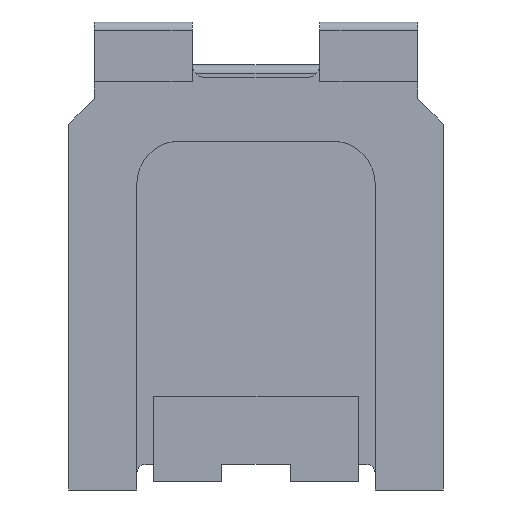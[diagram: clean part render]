
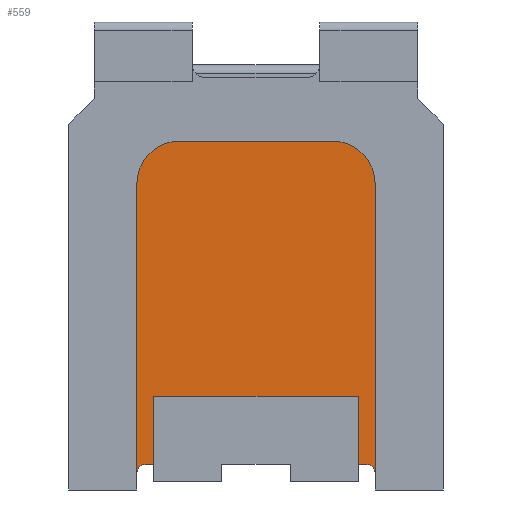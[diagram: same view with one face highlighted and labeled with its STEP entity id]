
A CAD part, front view. The second image highlights one B-rep face of the part: STEP entity #559.
In plain terms, the highlighted planar face has unit normal (0, -1, 0).
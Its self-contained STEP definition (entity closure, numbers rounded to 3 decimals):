
#78 = ORIENTED_EDGE ( 'NONE', *, *, #2984, .T. ) ;
#89 = CARTESIAN_POINT ( 'NONE',  ( -0.45, 0.2, -1.3 ) ) ;
#166 = VERTEX_POINT ( 'NONE', #2001 ) ;
#195 = LINE ( 'NONE', #4066, #1857 ) ;
#273 = ORIENTED_EDGE ( 'NONE', *, *, #528, .T. ) ;
#281 = CARTESIAN_POINT ( 'NONE',  ( 0.3, 0.2, -1.25 ) ) ;
#282 = CARTESIAN_POINT ( 'NONE',  ( -0.25, 0.2, -1.15 ) ) ;
#289 = CARTESIAN_POINT ( 'NONE',  ( -0.35, 0.2, -1.25 ) ) ;
#395 = DIRECTION ( 'NONE',  ( 0., 0., -1. ) ) ;
#411 = CIRCLE ( 'NONE', #475, 0.05 ) ;
#475 = AXIS2_PLACEMENT_3D ( 'NONE', #3965, #1679, #1636 ) ;
#528 = EDGE_CURVE ( 'NONE', #1343, #2429, #3788, .T. ) ;
#559 = ADVANCED_FACE ( 'NONE', ( #1620 ), #4287, .T. ) ;
#571 = CARTESIAN_POINT ( 'NONE',  ( 0.25, 0.2, -1.2 ) ) ;
#600 = CIRCLE ( 'NONE', #3204, 0.05 ) ;
#616 = DIRECTION ( 'NONE',  ( 0., 0., -1. ) ) ;
#635 = VERTEX_POINT ( 'NONE', #2003 ) ;
#657 = EDGE_CURVE ( 'NONE', #701, #3656, #4138, .T. ) ;
#696 = CARTESIAN_POINT ( 'NONE',  ( 0.7, 0.2, -1.35 ) ) ;
#701 = VERTEX_POINT ( 'NONE', #804 ) ;
#707 = VECTOR ( 'NONE', #868, 1000. ) ;
#747 = ORIENTED_EDGE ( 'NONE', *, *, #2548, .F. ) ;
#804 = CARTESIAN_POINT ( 'NONE',  ( -0.7, 0.2, 0.35 ) ) ;
#820 = CARTESIAN_POINT ( 'NONE',  ( -0.45, 0.2, 0.6 ) ) ;
#847 = VERTEX_POINT ( 'NONE', #282 ) ;
#868 = DIRECTION ( 'NONE',  ( 0., 0., 1. ) ) ;
#882 = CARTESIAN_POINT ( 'NONE',  ( 0.3, 0.2, 0.35 ) ) ;
#883 = DIRECTION ( 'NONE',  ( 0., 1., 0. ) ) ;
#920 = EDGE_CURVE ( 'NONE', #166, #4200, #2283, .T. ) ;
#942 = CARTESIAN_POINT ( 'NONE',  ( -0.7, 0.2, 0.35 ) ) ;
#961 = VECTOR ( 'NONE', #2437, 1000. ) ;
#977 = VERTEX_POINT ( 'NONE', #3397 ) ;
#1048 = VERTEX_POINT ( 'NONE', #2099 ) ;
#1051 = EDGE_CURVE ( 'NONE', #4200, #1048, #3587, .T. ) ;
#1098 = DIRECTION ( 'NONE',  ( -1., 0., 0. ) ) ;
#1115 = AXIS2_PLACEMENT_3D ( 'NONE', #3638, #3958, #3987 ) ;
#1118 = VERTEX_POINT ( 'NONE', #2433 ) ;
#1119 = ORIENTED_EDGE ( 'NONE', *, *, #920, .T. ) ;
#1121 = DIRECTION ( 'NONE',  ( 0., 0., -1. ) ) ;
#1139 = CIRCLE ( 'NONE', #2830, 0.05 ) ;
#1185 = VECTOR ( 'NONE', #3157, 1000. ) ;
#1197 = AXIS2_PLACEMENT_3D ( 'NONE', #2993, #1646, #3305 ) ;
#1263 = DIRECTION ( 'NONE',  ( 0., -1., 0. ) ) ;
#1300 = LINE ( 'NONE', #820, #1185 ) ;
#1307 = CARTESIAN_POINT ( 'NONE',  ( 0.45, 0.2, 0.35 ) ) ;
#1318 = DIRECTION ( 'NONE',  ( 0., 1., 0. ) ) ;
#1327 = EDGE_CURVE ( 'NONE', #2798, #1118, #1139, .T. ) ;
#1343 = VERTEX_POINT ( 'NONE', #2686 ) ;
#1361 = ORIENTED_EDGE ( 'NONE', *, *, #1551, .F. ) ;
#1458 = EDGE_CURVE ( 'NONE', #166, #1118, #4227, .T. ) ;
#1478 = ORIENTED_EDGE ( 'NONE', *, *, #1637, .T. ) ;
#1483 = CARTESIAN_POINT ( 'NONE',  ( -0.3, 0.2, -1.2 ) ) ;
#1527 = CARTESIAN_POINT ( 'NONE',  ( -0.65, 0.2, -1.3 ) ) ;
#1551 = EDGE_CURVE ( 'NONE', #2033, #2429, #195, .T. ) ;
#1594 = LINE ( 'NONE', #882, #707 ) ;
#1620 = FACE_OUTER_BOUND ( 'NONE', #3805, .T. ) ;
#1636 = DIRECTION ( 'NONE',  ( 0., 0., -1. ) ) ;
#1637 = EDGE_CURVE ( 'NONE', #3303, #635, #3518, .T. ) ;
#1646 = DIRECTION ( 'NONE',  ( 0., -1., 0. ) ) ;
#1655 = ORIENTED_EDGE ( 'NONE', *, *, #3918, .F. ) ;
#1679 = DIRECTION ( 'NONE',  ( 0., 1., 0. ) ) ;
#1708 = ORIENTED_EDGE ( 'NONE', *, *, #1327, .T. ) ;
#1712 = EDGE_CURVE ( 'NONE', #2033, #847, #411, .T. ) ;
#1769 = CARTESIAN_POINT ( 'NONE',  ( -0.45, 0.2, -1.15 ) ) ;
#1830 = DIRECTION ( 'NONE',  ( 0., 0., 1. ) ) ;
#1840 = ORIENTED_EDGE ( 'NONE', *, *, #1712, .T. ) ;
#1852 = LINE ( 'NONE', #2799, #3114 ) ;
#1857 = VECTOR ( 'NONE', #1121, 1000. ) ;
#1896 = DIRECTION ( 'NONE',  ( 0., -1., 0. ) ) ;
#1964 = EDGE_CURVE ( 'NONE', #1343, #2128, #1852, .T. ) ;
#1994 = AXIS2_PLACEMENT_3D ( 'NONE', #3699, #3744, #395 ) ;
#2001 = CARTESIAN_POINT ( 'NONE',  ( 0.65, 0.2, -1.3 ) ) ;
#2003 = CARTESIAN_POINT ( 'NONE',  ( 0.3, 0.2, -1.2 ) ) ;
#2028 = ORIENTED_EDGE ( 'NONE', *, *, #657, .T. ) ;
#2033 = VERTEX_POINT ( 'NONE', #1483 ) ;
#2095 = VECTOR ( 'NONE', #3633, 1000. ) ;
#2099 = CARTESIAN_POINT ( 'NONE',  ( 0.7, 0.2, 0.35 ) ) ;
#2128 = VERTEX_POINT ( 'NONE', #1527 ) ;
#2162 = VECTOR ( 'NONE', #2392, 1000. ) ;
#2177 = EDGE_CURVE ( 'NONE', #1048, #2643, #2759, .T. ) ;
#2200 = ORIENTED_EDGE ( 'NONE', *, *, #1964, .F. ) ;
#2242 = EDGE_CURVE ( 'NONE', #3656, #2128, #600, .T. ) ;
#2283 = CIRCLE ( 'NONE', #1115, 0.05 ) ;
#2286 = CARTESIAN_POINT ( 'NONE',  ( 0.25, 0.2, -1.15 ) ) ;
#2359 = CARTESIAN_POINT ( 'NONE',  ( -0.65, 0.2, -1.35 ) ) ;
#2392 = DIRECTION ( 'NONE',  ( -1., 0., 0. ) ) ;
#2429 = VERTEX_POINT ( 'NONE', #3044 ) ;
#2432 = CIRCLE ( 'NONE', #1994, 0.25 ) ;
#2433 = CARTESIAN_POINT ( 'NONE',  ( 0.35, 0.2, -1.3 ) ) ;
#2437 = DIRECTION ( 'NONE',  ( -1., 0., 0. ) ) ;
#2489 = CARTESIAN_POINT ( 'NONE',  ( -0.7, 0.2, -1.35 ) ) ;
#2546 = ORIENTED_EDGE ( 'NONE', *, *, #3747, .T. ) ;
#2548 = EDGE_CURVE ( 'NONE', #3303, #847, #3704, .T. ) ;
#2618 = VECTOR ( 'NONE', #1830, 1000. ) ;
#2643 = VERTEX_POINT ( 'NONE', #2792 ) ;
#2672 = DIRECTION ( 'NONE',  ( 0., 0., -1. ) ) ;
#2686 = CARTESIAN_POINT ( 'NONE',  ( -0.35, 0.2, -1.3 ) ) ;
#2759 = CIRCLE ( 'NONE', #2953, 0.25 ) ;
#2792 = CARTESIAN_POINT ( 'NONE',  ( 0.45, 0.2, 0.6 ) ) ;
#2798 = VERTEX_POINT ( 'NONE', #281 ) ;
#2799 = CARTESIAN_POINT ( 'NONE',  ( -0.45, 0.2, -1.3 ) ) ;
#2830 = AXIS2_PLACEMENT_3D ( 'NONE', #4283, #3665, #2672 ) ;
#2932 = DIRECTION ( 'NONE',  ( 0., 0., 1. ) ) ;
#2953 = AXIS2_PLACEMENT_3D ( 'NONE', #1307, #1263, #2932 ) ;
#2984 = EDGE_CURVE ( 'NONE', #977, #701, #2432, .T. ) ;
#2993 = CARTESIAN_POINT ( 'NONE',  ( -0.45, 0.2, 0.35 ) ) ;
#3044 = CARTESIAN_POINT ( 'NONE',  ( -0.3, 0.2, -1.25 ) ) ;
#3087 = ORIENTED_EDGE ( 'NONE', *, *, #2242, .T. ) ;
#3114 = VECTOR ( 'NONE', #1098, 1000. ) ;
#3157 = DIRECTION ( 'NONE',  ( -1., 0., 0. ) ) ;
#3204 = AXIS2_PLACEMENT_3D ( 'NONE', #2359, #1318, #3631 ) ;
#3206 = ORIENTED_EDGE ( 'NONE', *, *, #2177, .T. ) ;
#3263 = DIRECTION ( 'NONE',  ( 0., 0., -1. ) ) ;
#3303 = VERTEX_POINT ( 'NONE', #2286 ) ;
#3305 = DIRECTION ( 'NONE',  ( 0., 0., -1. ) ) ;
#3397 = CARTESIAN_POINT ( 'NONE',  ( -0.45, 0.2, 0.6 ) ) ;
#3518 = CIRCLE ( 'NONE', #3890, 0.05 ) ;
#3587 = LINE ( 'NONE', #3746, #2618 ) ;
#3590 = ORIENTED_EDGE ( 'NONE', *, *, #1051, .T. ) ;
#3631 = DIRECTION ( 'NONE',  ( 0., 0., -1. ) ) ;
#3633 = DIRECTION ( 'NONE',  ( 0., 0., -1. ) ) ;
#3638 = CARTESIAN_POINT ( 'NONE',  ( 0.65, 0.2, -1.35 ) ) ;
#3656 = VERTEX_POINT ( 'NONE', #2489 ) ;
#3659 = AXIS2_PLACEMENT_3D ( 'NONE', #289, #1896, #3263 ) ;
#3665 = DIRECTION ( 'NONE',  ( 0., -1., 0. ) ) ;
#3699 = CARTESIAN_POINT ( 'NONE',  ( -0.45, 0.2, 0.35 ) ) ;
#3704 = LINE ( 'NONE', #1769, #961 ) ;
#3744 = DIRECTION ( 'NONE',  ( 0., -1., 0. ) ) ;
#3747 = EDGE_CURVE ( 'NONE', #2643, #977, #1300, .T. ) ;
#3746 = CARTESIAN_POINT ( 'NONE',  ( 0.7, 0.2, 0.35 ) ) ;
#3788 = CIRCLE ( 'NONE', #3659, 0.05 ) ;
#3794 = ORIENTED_EDGE ( 'NONE', *, *, #1458, .F. ) ;
#3805 = EDGE_LOOP ( 'NONE', ( #1655, #1708, #3794, #1119, #3590, #3206, #2546, #78, #2028, #3087, #2200, #273, #1361, #1840, #747, #1478 ) ) ;
#3890 = AXIS2_PLACEMENT_3D ( 'NONE', #571, #883, #616 ) ;
#3918 = EDGE_CURVE ( 'NONE', #2798, #635, #1594, .T. ) ;
#3958 = DIRECTION ( 'NONE',  ( 0., 1., 0. ) ) ;
#3965 = CARTESIAN_POINT ( 'NONE',  ( -0.25, 0.2, -1.2 ) ) ;
#3987 = DIRECTION ( 'NONE',  ( 0., 0., -1. ) ) ;
#4066 = CARTESIAN_POINT ( 'NONE',  ( -0.3, 0.2, 0.35 ) ) ;
#4138 = LINE ( 'NONE', #942, #2095 ) ;
#4200 = VERTEX_POINT ( 'NONE', #696 ) ;
#4227 = LINE ( 'NONE', #89, #2162 ) ;
#4283 = CARTESIAN_POINT ( 'NONE',  ( 0.35, 0.2, -1.25 ) ) ;
#4287 = PLANE ( 'NONE',  #1197 ) ;
